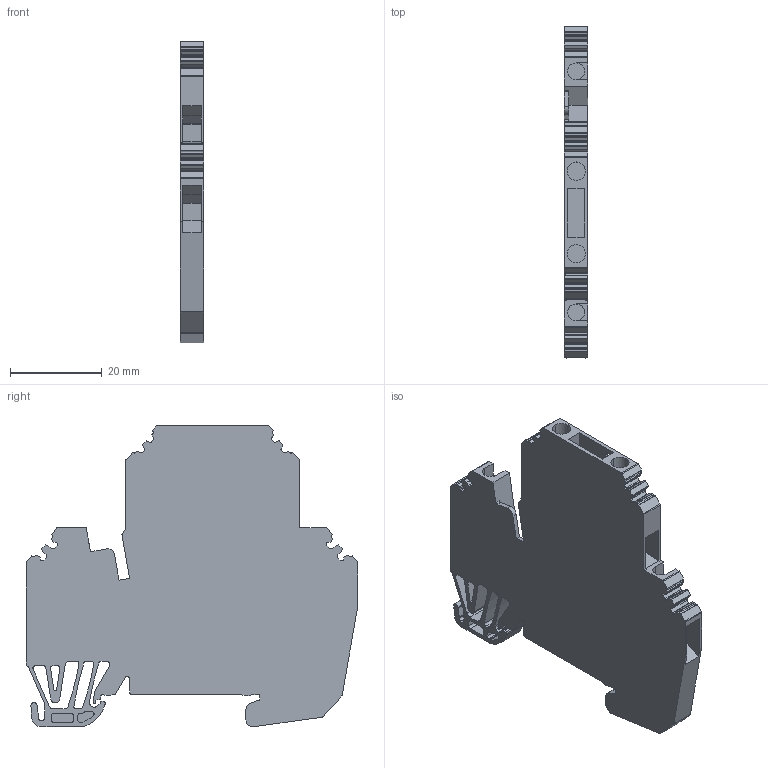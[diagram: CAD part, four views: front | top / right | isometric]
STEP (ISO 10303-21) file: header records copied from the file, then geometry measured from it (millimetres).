
FILE_DESCRIPTION(('CATIA V5 STEP Exchange','CAx-IF Rec.Pracs.--- Model Styling and Organization---1.4--- 2014-01-23'),'2;1');
FILE_NAME ('D1456935_1', '2021-12-08T12:26:56+00:00', ('none'), ('Weidmueller'), 'CATIA Version 5-6 Release 2016 SP3 HF44', 'CATIA V5 STEP AP214', 'none');
FILE_SCHEMA(('AUTOMOTIVE_DESIGN { 1 0 10303 214 1 1 1 1 }'));
Length unit declared in the file: millimetre
Products named in the file (1): 1833600000
Bounding box: 5.1 x 72.5 x 65.89 mm (x, y, z)
Volume: 14939.9 mm3; surface area: 10517 mm2
Topology: 1 solids, 2 shells, 436 faces, 1262 edges, 840 vertices
Faces by surface type: plane 234, cylinder 170, extrusion 32
Entity records: 14948 total; most frequent: CARTESIAN_POINT 3365, ORIENTED_EDGE 2524, DIRECTION 1907, EDGE_CURVE 1262, VECTOR 888, LINE 856, VERTEX_POINT 840, AXIS2_PLACEMENT_3D 657
